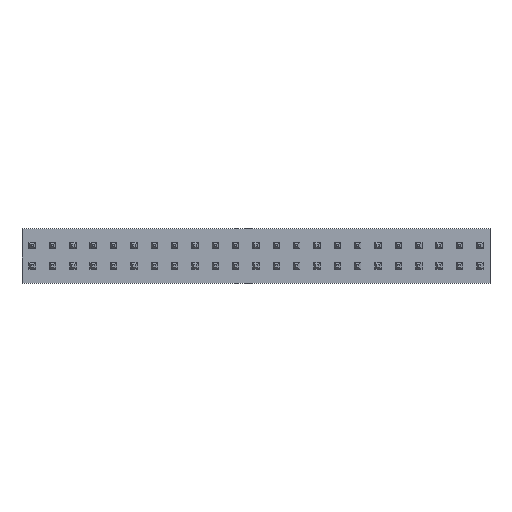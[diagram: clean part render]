
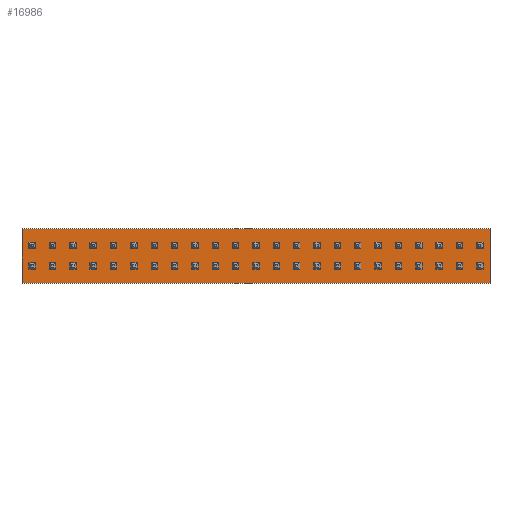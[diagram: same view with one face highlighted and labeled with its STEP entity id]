
A CAD part, top view. The second image highlights one B-rep face of the part: STEP entity #16986.
In plain terms, the highlighted face is planar.
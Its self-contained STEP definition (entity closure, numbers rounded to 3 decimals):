
#16854 = EDGE_CURVE('',#16855,#16857,#16859,.T.);
#16855 = VERTEX_POINT('',#16856);
#16856 = CARTESIAN_POINT('',(-14.605,1.778,-1.715));
#16857 = VERTEX_POINT('',#16858);
#16858 = CARTESIAN_POINT('',(-14.605,1.778,1.715));
#16859 = LINE('',#16860,#16861);
#16860 = CARTESIAN_POINT('',(-14.605,1.778,-1.715));
#16861 = VECTOR('',#16862,1.);
#16862 = DIRECTION('',(0.,0.,1.));
#16894 = EDGE_CURVE('',#16857,#16895,#16897,.T.);
#16895 = VERTEX_POINT('',#16896);
#16896 = CARTESIAN_POINT('',(14.605,1.778,1.715));
#16897 = LINE('',#16898,#16899);
#16898 = CARTESIAN_POINT('',(-14.605,1.778,1.715));
#16899 = VECTOR('',#16900,1.);
#16900 = DIRECTION('',(1.,0.,0.));
#16925 = EDGE_CURVE('',#16895,#16926,#16928,.T.);
#16926 = VERTEX_POINT('',#16927);
#16927 = CARTESIAN_POINT('',(14.605,1.778,-1.715));
#16928 = LINE('',#16929,#16930);
#16929 = CARTESIAN_POINT('',(14.605,1.778,1.715));
#16930 = VECTOR('',#16931,1.);
#16931 = DIRECTION('',(0.,0.,-1.));
#16956 = EDGE_CURVE('',#16926,#16855,#16957,.T.);
#16957 = LINE('',#16958,#16959);
#16958 = CARTESIAN_POINT('',(14.605,1.778,-1.715));
#16959 = VECTOR('',#16960,1.);
#16960 = DIRECTION('',(-1.,0.,0.));
#16986 = ADVANCED_FACE('',(#16987),#16993,.T.);
#16987 = FACE_BOUND('',#16988,.T.);
#16988 = EDGE_LOOP('',(#16989,#16990,#16991,#16992));
#16989 = ORIENTED_EDGE('',*,*,#16854,.T.);
#16990 = ORIENTED_EDGE('',*,*,#16894,.T.);
#16991 = ORIENTED_EDGE('',*,*,#16925,.T.);
#16992 = ORIENTED_EDGE('',*,*,#16956,.T.);
#16993 = PLANE('',#16994);
#16994 = AXIS2_PLACEMENT_3D('',#16995,#16996,#16997);
#16995 = CARTESIAN_POINT('',(0.,1.778,0.));
#16996 = DIRECTION('',(0.,1.,0.));
#16997 = DIRECTION('',(0.,-0.,1.));
